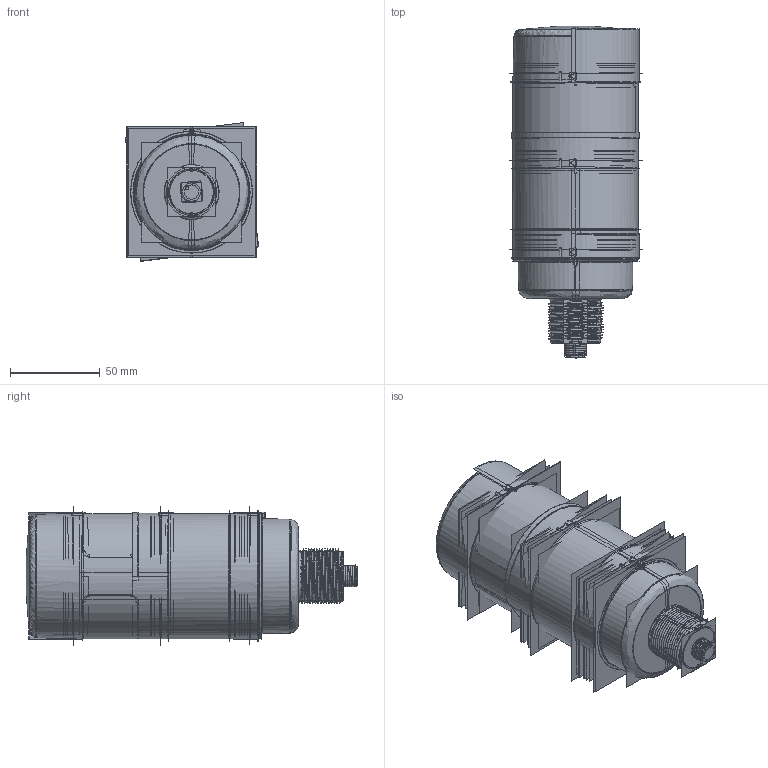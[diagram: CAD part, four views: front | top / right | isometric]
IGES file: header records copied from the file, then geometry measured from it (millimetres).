
Start section:  PTC IGES file: 198993.igs
Global section: file name: 198993.igs; native system: Creo Parametric by PTC Inc.; preprocessor: 2016260; author: pdmadmin; organization: Unknown; date: 20170310.113751; units: millimetre
Bounding box: 74.34 x 184.98 x 77.36 mm (x, y, z)
Volume: 168712.2 mm3; surface area: 946688.9 mm2
Topology: 7 solids, 10 shells, 3482 faces, 17231 edges, 21607 vertices
Faces by surface type: revolution 1854, bspline 1628
